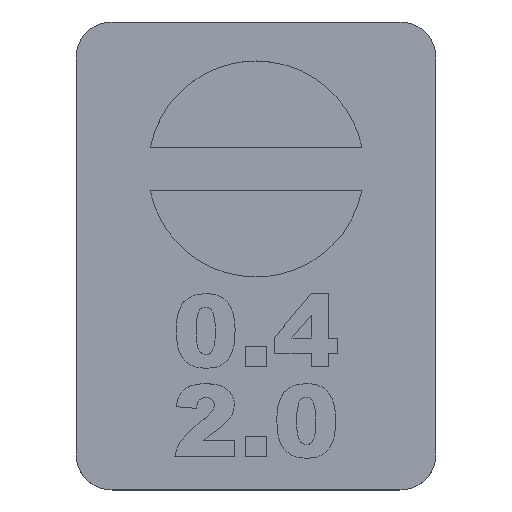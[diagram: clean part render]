
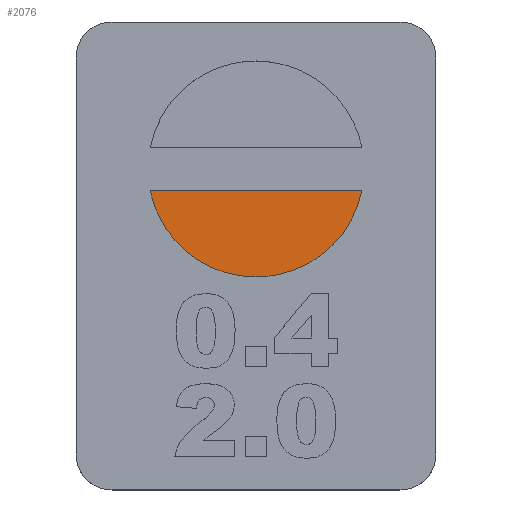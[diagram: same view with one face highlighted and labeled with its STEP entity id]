
A CAD part, top view. The second image highlights one B-rep face of the part: STEP entity #2076.
In plain terms, the highlighted planar face has unit normal (0, 0, 1).
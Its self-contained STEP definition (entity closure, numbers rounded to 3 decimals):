
#27=(
BOUNDED_CURVE()
B_SPLINE_CURVE(3,(#4087,#4088,#4089,#4090),.UNSPECIFIED.,.F.,.F.)
B_SPLINE_CURVE_WITH_KNOTS((4,4),(-1.,0.),.UNSPECIFIED.)
CURVE()
GEOMETRIC_REPRESENTATION_ITEM()
RATIONAL_B_SPLINE_CURVE((1.,1.,1.,1.))
REPRESENTATION_ITEM('')
);
#28=(
BOUNDED_CURVE()
B_SPLINE_CURVE(3,(#4102,#4103,#4104,#4105),.UNSPECIFIED.,.F.,.F.)
B_SPLINE_CURVE_WITH_KNOTS((4,4),(-1.,0.),.UNSPECIFIED.)
CURVE()
GEOMETRIC_REPRESENTATION_ITEM()
RATIONAL_B_SPLINE_CURVE((1.,1.,1.,1.))
REPRESENTATION_ITEM('')
);
#336=FACE_OUTER_BOUND('',#462,.T.);
#462=EDGE_LOOP('',(#1864,#1865,#1866));
#626=LINE('',#4107,#792);
#792=VECTOR('',#2393,10.);
#999=VERTEX_POINT('',#4084);
#1000=VERTEX_POINT('',#4086);
#1001=VERTEX_POINT('',#4100);
#1292=EDGE_CURVE('',#999,#1000,#27,.T.);
#1295=EDGE_CURVE('',#1001,#999,#28,.T.);
#1296=EDGE_CURVE('',#1000,#1001,#626,.T.);
#1864=ORIENTED_EDGE('',*,*,#1296,.F.);
#1865=ORIENTED_EDGE('',*,*,#1292,.F.);
#1866=ORIENTED_EDGE('',*,*,#1295,.F.);
#1967=PLANE('',#2145);
#2076=ADVANCED_FACE('',(#336),#1967,.T.);
#2145=AXIS2_PLACEMENT_3D('',#4108,#2394,#2395);
#2393=DIRECTION('',(1.,0.,0.));
#2394=DIRECTION('center_axis',(0.,0.,1.));
#2395=DIRECTION('ref_axis',(-1.,0.,0.));
#4084=CARTESIAN_POINT('',(100.002,-160.,-0.6));
#4086=CARTESIAN_POINT('',(94.124,-155.205,-0.6));
#4087=CARTESIAN_POINT('Ctrl Pts',(100.002,-160.,-0.6));
#4088=CARTESIAN_POINT('Ctrl Pts',(97.102,-160.,-0.6));
#4089=CARTESIAN_POINT('Ctrl Pts',(94.682,-157.941,-0.6));
#4090=CARTESIAN_POINT('Ctrl Pts',(94.124,-155.205,-0.6));
#4100=CARTESIAN_POINT('',(105.881,-155.205,-0.6));
#4102=CARTESIAN_POINT('Ctrl Pts',(105.881,-155.205,-0.6));
#4103=CARTESIAN_POINT('Ctrl Pts',(105.324,-157.941,-0.6));
#4104=CARTESIAN_POINT('Ctrl Pts',(102.904,-160.,-0.6));
#4105=CARTESIAN_POINT('Ctrl Pts',(100.002,-160.,-0.6));
#4107=CARTESIAN_POINT('',(105.881,-155.205,-0.6));
#4108=CARTESIAN_POINT('Origin',(100.002,-157.602,-0.6));
